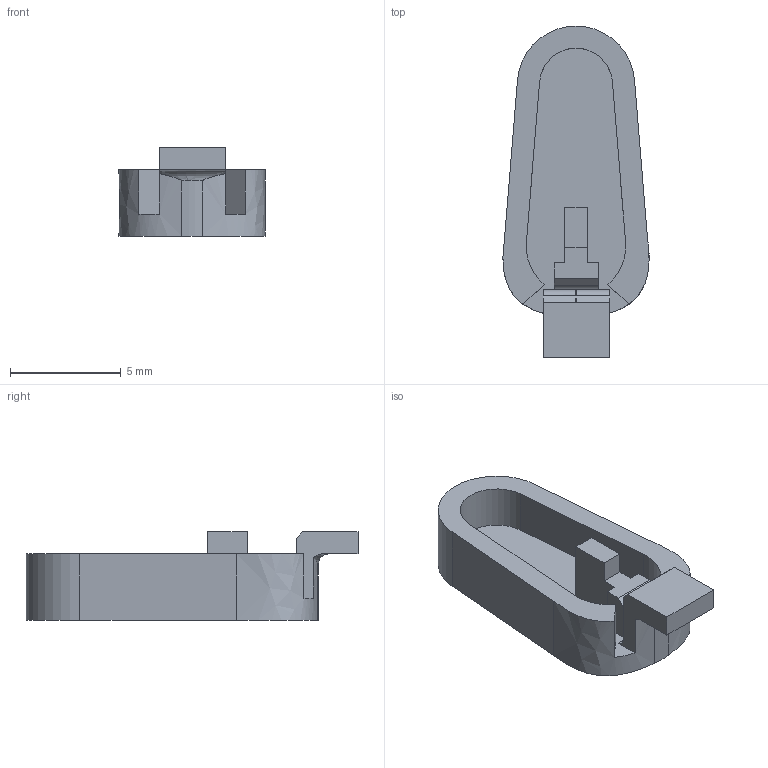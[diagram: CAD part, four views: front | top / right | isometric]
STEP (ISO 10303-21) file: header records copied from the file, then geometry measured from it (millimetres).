
FILE_DESCRIPTION(/* description */ (''),/* implementation_level */ '2;1');
FILE_NAME(/* name */ 'CareTouch-Lancet-Button v3.step',/* time_stamp */ '2020-06-27T02:10:13-04:00',/* author */ (''),/* organization */ (''),/* preprocessor_version */ 'ST-DEVELOPER v18.1',/* originating_system */ 'Autodesk Translation Framework v9.3.0.1241',/* authorisation */ '');
FILE_SCHEMA (('AUTOMOTIVE_DESIGN { 1 0 10303 214 3 1 1 }'));
Length unit declared in the file: millimetre
Products named in the file (1): CareTouch-Lancet-Button
Bounding box: 6.61 x 15 x 4 mm (x, y, z)
Volume: 151.9 mm3; surface area: 352.8 mm2
Topology: 1 solids, 1 shells, 44 faces, 120 edges, 78 vertices
Faces by surface type: plane 30, cylinder 9, torus 2, bspline 2, cone 1
Entity records: 1563 total; most frequent: CARTESIAN_POINT 444, ORIENTED_EDGE 240, DIRECTION 208, EDGE_CURVE 120, LINE 84, VECTOR 84, VERTEX_POINT 78, AXIS2_PLACEMENT_3D 62
